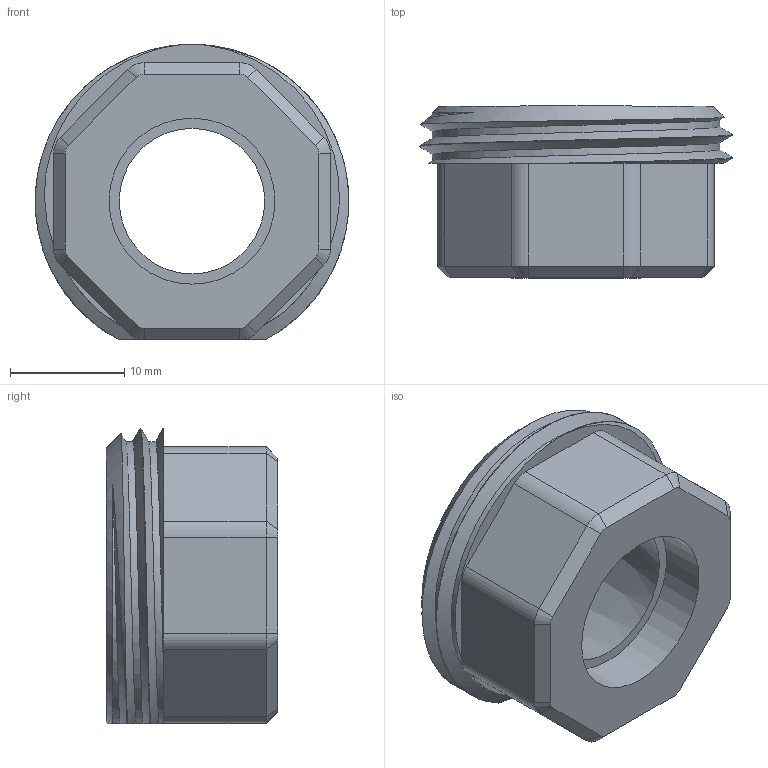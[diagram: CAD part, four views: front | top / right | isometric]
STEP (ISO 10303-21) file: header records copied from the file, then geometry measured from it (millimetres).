
FILE_DESCRIPTION(/* description */ (''),/* implementation_level */ '2;1');
FILE_NAME(/* name */ 'Topper_Nut.step',/* time_stamp */ '2024-10-01T11:23:20-06:00',/* author */ (''),/* organization */ (''),/* preprocessor_version */ 'ST-DEVELOPER v20',/* originating_system */ 'Autodesk Translation Framework v13.20.0.188',/* authorisation */ '');
FILE_SCHEMA (('AUTOMOTIVE_DESIGN { 1 0 10303 214 3 1 1 }'));
Length unit declared in the file: millimetre
Products named in the file (1): Topper_Nut
Bounding box: 27.42 x 15 x 25.81 mm (x, y, z)
Volume: 4659.7 mm3; surface area: 2694 mm2
Topology: 1 solids, 1 shells, 59 faces, 146 edges, 90 vertices
Faces by surface type: plane 26, cylinder 16, cone 10, bspline 7
Full cylindrical faces by diameter (mm): 14.507 x1
Entity records: 2990 total; most frequent: CARTESIAN_POINT 1612, ORIENTED_EDGE 292, DIRECTION 254, EDGE_CURVE 146, VERTEX_POINT 90, AXIS2_PLACEMENT_3D 89, LINE 76, VECTOR 76
